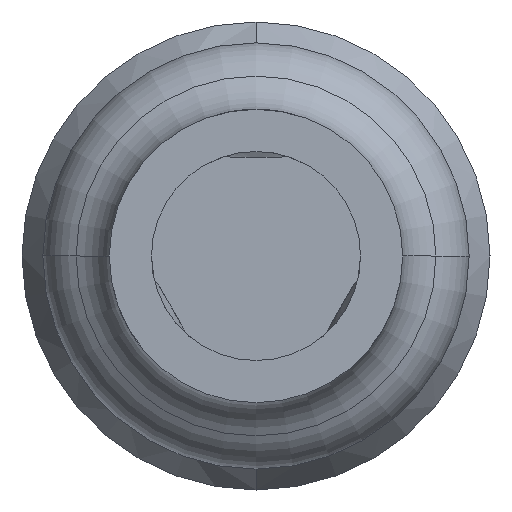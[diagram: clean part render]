
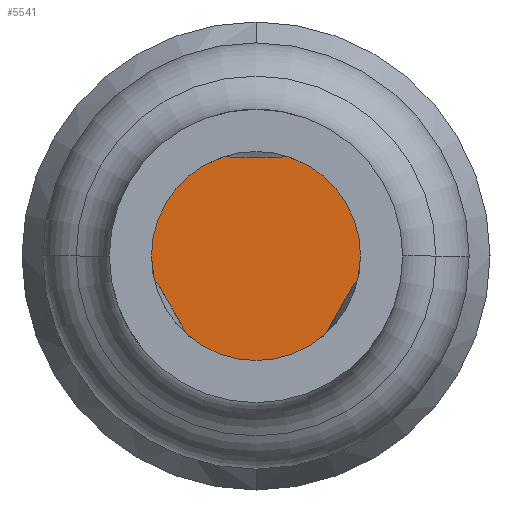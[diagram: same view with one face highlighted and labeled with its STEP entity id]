
A CAD part, front view. The second image highlights one B-rep face of the part: STEP entity #5541.
In plain terms, the highlighted planar face has unit normal (0, -1, 0).
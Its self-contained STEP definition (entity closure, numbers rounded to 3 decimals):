
#264 = PLANE ( 'NONE',  #1654 ) ;
#288 = DIRECTION ( 'NONE',  ( 0., 1., 0. ) ) ;
#797 = DIRECTION ( 'NONE',  ( 1., 0., 0. ) ) ;
#1013 = EDGE_CURVE ( 'Defeature ausgef�hrt1_0+Defeature ausgef�hrt1_42+Defeature ausgef�hrt1_42+Defeature ausgef�hrt1_42', #2347, #3330, #1223, .T. ) ;
#1223 = CIRCLE ( 'NONE', #6210, 0.513 ) ;
#1541 = EDGE_CURVE ( 'Defeature ausgef�hrt1_0+Defeature ausgef�hrt1_42+Defeature ausgef�hrt1_42+Defeature ausgef�hrt1_42', #3330, #2347, #5626, .T. ) ;
#1654 = AXIS2_PLACEMENT_3D ( 'NONE', #1684, #2703, #3209 ) ;
#1684 = CARTESIAN_POINT ( 'NONE',  ( 0., -24.7, 0. ) ) ;
#1944 = FACE_OUTER_BOUND ( 'NONE', #4691, .T. ) ;
#2347 = VERTEX_POINT ( 'NONE', #3498 ) ;
#2350 = ORIENTED_EDGE ( 'NONE', *, *, #1013, .F. ) ;
#2388 = ORIENTED_EDGE ( 'NONE', *, *, #1541, .F. ) ;
#2703 = DIRECTION ( 'NONE',  ( 0., 1., 0. ) ) ;
#2754 = CARTESIAN_POINT ( 'NONE',  ( 0., -24.7, 0. ) ) ;
#3209 = DIRECTION ( 'NONE',  ( -1., 0., 0. ) ) ;
#3330 = VERTEX_POINT ( 'NONE', #4602 ) ;
#3498 = CARTESIAN_POINT ( 'NONE',  ( -0.513, -24.7, 0. ) ) ;
#3971 = CARTESIAN_POINT ( 'NONE',  ( 0., -24.7, 0. ) ) ;
#4434 = DIRECTION ( 'NONE',  ( 0., 1., 0. ) ) ;
#4602 = CARTESIAN_POINT ( 'NONE',  ( 0.513, -24.7, 0. ) ) ;
#4691 = EDGE_LOOP ( 'NONE', ( #2350, #2388 ) ) ;
#4884 = AXIS2_PLACEMENT_3D ( 'NONE', #3971, #4434, #5958 ) ;
#5541 = ADVANCED_FACE ( 'Defeature ausgef�hrt1_42', ( #1944 ), #264, .F. ) ;
#5626 = CIRCLE ( 'NONE', #4884, 0.513 ) ;
#5958 = DIRECTION ( 'NONE',  ( 1., 0., 0. ) ) ;
#6210 = AXIS2_PLACEMENT_3D ( 'NONE', #2754, #288, #797 ) ;
